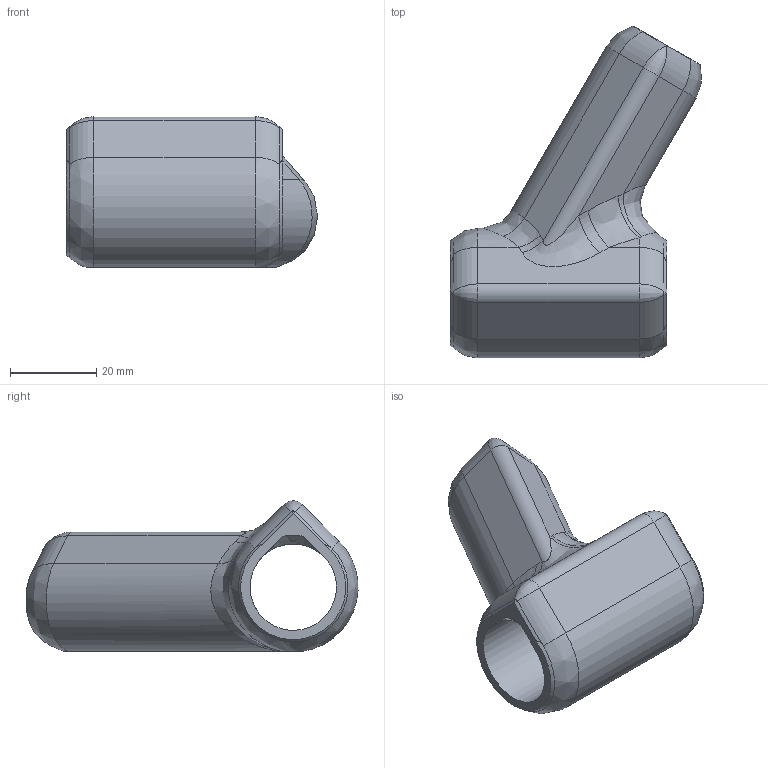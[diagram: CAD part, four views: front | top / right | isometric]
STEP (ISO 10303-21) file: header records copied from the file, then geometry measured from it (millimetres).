
FILE_DESCRIPTION(/* description */ (''),/* implementation_level */ '2;1');
FILE_NAME(/* name */ 'CurtainRodBracket_F3-01_018 (60 Rod Joiner).step',/* time_stamp */ '2020-11-29T05:12:19-05:00',/* author */ (''),/* organization */ (''),/* preprocessor_version */ 'ST-DEVELOPER v18.1',/* originating_system */ 'Autodesk Translation Framework v9.3.0.1241',/* authorisation */ '');
FILE_SCHEMA (('AUTOMOTIVE_DESIGN { 1 0 10303 214 3 1 1 }'));
Length unit declared in the file: millimetre
Products named in the file (1): (Unsaved)
Bounding box: 58.08 x 76.78 x 34.76 mm (x, y, z)
Volume: 31983.4 mm3; surface area: 15219.3 mm2
Topology: 1 solids, 1 shells, 112 faces, 277 edges, 163 vertices
Faces by surface type: plane 38, bspline 30, cylinder 25, cone 15, torus 4
Full cylindrical faces by diameter (mm): 20 x1
Entity records: 4337 total; most frequent: CARTESIAN_POINT 1904, ORIENTED_EDGE 538, DIRECTION 444, EDGE_CURVE 269, AXIS2_PLACEMENT_3D 174, VERTEX_POINT 163, EDGE_LOOP 120, FACE_OUTER_BOUND 112
